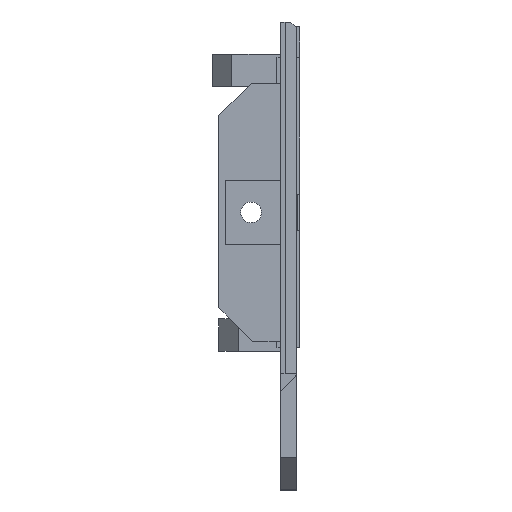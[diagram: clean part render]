
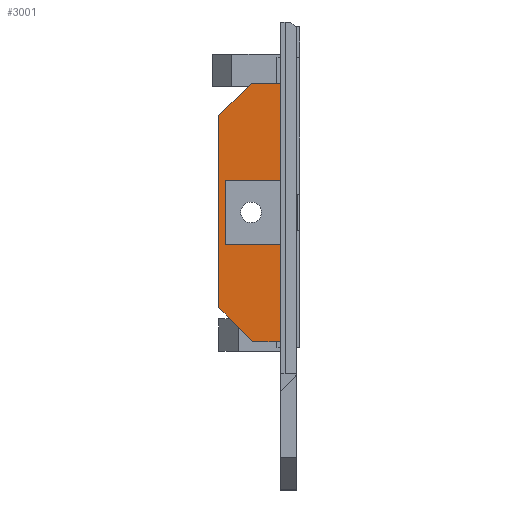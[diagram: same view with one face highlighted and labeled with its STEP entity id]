
A CAD part, left-side view. The second image highlights one B-rep face of the part: STEP entity #3001.
In plain terms, the highlighted planar face has unit normal (-1, 0, 0).
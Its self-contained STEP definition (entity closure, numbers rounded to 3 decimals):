
#181 = VERTEX_POINT ( 'NONE', #1106 ) ;
#186 = DIRECTION ( 'NONE',  ( 0., 0., -1. ) ) ;
#364 = VECTOR ( 'NONE', #3352, 1000. ) ;
#672 = EDGE_CURVE ( 'NONE', #5885, #3623, #1942, .T. ) ;
#741 = EDGE_CURVE ( 'NONE', #7638, #6106, #4776, .T. ) ;
#759 = EDGE_CURVE ( 'NONE', #4981, #5556, #1115, .T. ) ;
#1048 = DIRECTION ( 'NONE',  ( 0., 0., -1. ) ) ;
#1106 = CARTESIAN_POINT ( 'NONE',  ( 3.1, 3., 30. ) ) ;
#1115 = LINE ( 'NONE', #2245, #5138 ) ;
#1149 = VECTOR ( 'NONE', #5208, 1000. ) ;
#1270 = ORIENTED_EDGE ( 'NONE', *, *, #7136, .F. ) ;
#1302 = ORIENTED_EDGE ( 'NONE', *, *, #5560, .F. ) ;
#1320 = CARTESIAN_POINT ( 'NONE',  ( 3.1, 3., 5. ) ) ;
#1509 = CARTESIAN_POINT ( 'NONE',  ( 3.1, 12., 20. ) ) ;
#1521 = CARTESIAN_POINT ( 'NONE',  ( 3.1, 3., 2. ) ) ;
#1681 = DIRECTION ( 'NONE',  ( 0., -0.707, 0.707 ) ) ;
#1789 = AXIS2_PLACEMENT_3D ( 'NONE', #5505, #2566, #186 ) ;
#1942 = LINE ( 'NONE', #5079, #364 ) ;
#2024 = ORIENTED_EDGE ( 'NONE', *, *, #4466, .F. ) ;
#2231 = CARTESIAN_POINT ( 'NONE',  ( 3.1, 8., 45. ) ) ;
#2241 = CARTESIAN_POINT ( 'NONE',  ( 3.1, 1., 30. ) ) ;
#2245 = CARTESIAN_POINT ( 'NONE',  ( 3.1, 13., 40. ) ) ;
#2419 = CARTESIAN_POINT ( 'NONE',  ( 3.1, 13., 40. ) ) ;
#2421 = CARTESIAN_POINT ( 'NONE',  ( 3.1, 3., 20. ) ) ;
#2538 = VECTOR ( 'NONE', #4822, 1000. ) ;
#2549 = ORIENTED_EDGE ( 'NONE', *, *, #6226, .F. ) ;
#2566 = DIRECTION ( 'NONE',  ( 1., 0., 0. ) ) ;
#2716 = LINE ( 'NONE', #3683, #2538 ) ;
#2767 = DIRECTION ( 'NONE',  ( 0., 1., 0. ) ) ;
#2867 = CARTESIAN_POINT ( 'NONE',  ( 3.1, 3., 45. ) ) ;
#2987 = VECTOR ( 'NONE', #2767, 1000. ) ;
#3001 = ADVANCED_FACE ( 'NONE', ( #5008 ), #6098, .F. ) ;
#3171 = EDGE_CURVE ( 'NONE', #6716, #4981, #3198, .T. ) ;
#3198 = LINE ( 'NONE', #7362, #6128 ) ;
#3351 = EDGE_LOOP ( 'NONE', ( #2024, #4110, #3897, #1302, #6139, #4043, #1270, #7561, #2549, #5487 ) ) ;
#3352 = DIRECTION ( 'NONE',  ( 0., -1., 0. ) ) ;
#3458 = LINE ( 'NONE', #1521, #6573 ) ;
#3623 = VERTEX_POINT ( 'NONE', #1320 ) ;
#3683 = CARTESIAN_POINT ( 'NONE',  ( 3.1, 7.787, 5. ) ) ;
#3807 = EDGE_CURVE ( 'NONE', #6866, #181, #3458, .T. ) ;
#3832 = DIRECTION ( 'NONE',  ( 0., 0., 1. ) ) ;
#3897 = ORIENTED_EDGE ( 'NONE', *, *, #3807, .F. ) ;
#4038 = VECTOR ( 'NONE', #6925, 1000. ) ;
#4043 = ORIENTED_EDGE ( 'NONE', *, *, #3171, .F. ) ;
#4110 = ORIENTED_EDGE ( 'NONE', *, *, #4377, .F. ) ;
#4377 = EDGE_CURVE ( 'NONE', #181, #6411, #6933, .T. ) ;
#4421 = VECTOR ( 'NONE', #1048, 1000. ) ;
#4466 = EDGE_CURVE ( 'NONE', #6411, #6106, #5164, .T. ) ;
#4499 = CARTESIAN_POINT ( 'NONE',  ( 3.1, 13., 10.213 ) ) ;
#4699 = LINE ( 'NONE', #7372, #5883 ) ;
#4776 = LINE ( 'NONE', #6350, #4038 ) ;
#4822 = DIRECTION ( 'NONE',  ( 0., 0.707, 0.707 ) ) ;
#4981 = VERTEX_POINT ( 'NONE', #2419 ) ;
#5008 = FACE_OUTER_BOUND ( 'NONE', #3351, .T. ) ;
#5079 = CARTESIAN_POINT ( 'NONE',  ( 3.1, 3., 5. ) ) ;
#5138 = VECTOR ( 'NONE', #1681, 1000. ) ;
#5164 = LINE ( 'NONE', #6479, #1149 ) ;
#5208 = DIRECTION ( 'NONE',  ( 0., 0., -1. ) ) ;
#5273 = CARTESIAN_POINT ( 'NONE',  ( 3.1, 12., 30. ) ) ;
#5487 = ORIENTED_EDGE ( 'NONE', *, *, #741, .T. ) ;
#5505 = CARTESIAN_POINT ( 'NONE',  ( 3.1, 3., 5. ) ) ;
#5556 = VERTEX_POINT ( 'NONE', #2231 ) ;
#5560 = EDGE_CURVE ( 'NONE', #5556, #6866, #4699, .T. ) ;
#5658 = DIRECTION ( 'NONE',  ( 0., -1., 0. ) ) ;
#5678 = CARTESIAN_POINT ( 'NONE',  ( 3.1, 3., 2. ) ) ;
#5883 = VECTOR ( 'NONE', #5658, 1000. ) ;
#5885 = VERTEX_POINT ( 'NONE', #7163 ) ;
#5986 = LINE ( 'NONE', #5678, #4421 ) ;
#6098 = PLANE ( 'NONE',  #1789 ) ;
#6106 = VERTEX_POINT ( 'NONE', #1509 ) ;
#6128 = VECTOR ( 'NONE', #3832, 1000. ) ;
#6139 = ORIENTED_EDGE ( 'NONE', *, *, #759, .F. ) ;
#6186 = DIRECTION ( 'NONE',  ( 0., 0., -1. ) ) ;
#6226 = EDGE_CURVE ( 'NONE', #7638, #3623, #5986, .T. ) ;
#6350 = CARTESIAN_POINT ( 'NONE',  ( 3.1, 1., 20. ) ) ;
#6411 = VERTEX_POINT ( 'NONE', #5273 ) ;
#6479 = CARTESIAN_POINT ( 'NONE',  ( 3.1, 12., 20. ) ) ;
#6573 = VECTOR ( 'NONE', #6186, 1000. ) ;
#6716 = VERTEX_POINT ( 'NONE', #4499 ) ;
#6866 = VERTEX_POINT ( 'NONE', #2867 ) ;
#6925 = DIRECTION ( 'NONE',  ( 0., 1., 0. ) ) ;
#6933 = LINE ( 'NONE', #2241, #2987 ) ;
#7136 = EDGE_CURVE ( 'NONE', #5885, #6716, #2716, .T. ) ;
#7163 = CARTESIAN_POINT ( 'NONE',  ( 3.1, 7.787, 5. ) ) ;
#7362 = CARTESIAN_POINT ( 'NONE',  ( 3.1, 13., 5. ) ) ;
#7372 = CARTESIAN_POINT ( 'NONE',  ( 3.1, 3., 45. ) ) ;
#7561 = ORIENTED_EDGE ( 'NONE', *, *, #672, .T. ) ;
#7638 = VERTEX_POINT ( 'NONE', #2421 ) ;
